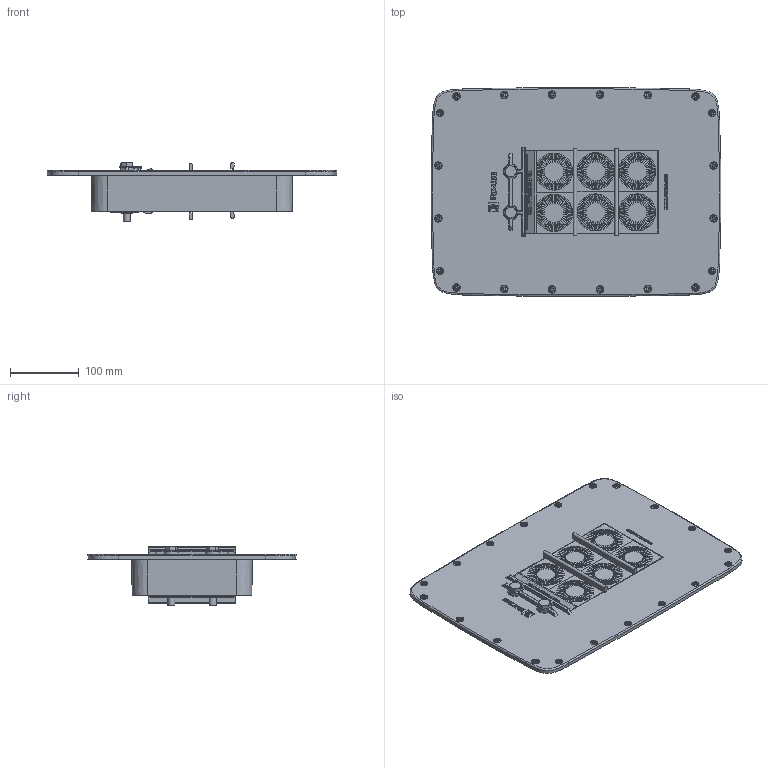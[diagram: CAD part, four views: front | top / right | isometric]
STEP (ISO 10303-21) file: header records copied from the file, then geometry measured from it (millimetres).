
FILE_DESCRIPTION((''),'2;1');
FILE_NAME('ComShelt L_6.stp','2009-05-12T10:39:00',('se-andrek'),(''),'Autodesk Inventor 2009','Autodesk Inventor 2009','');
FILE_SCHEMA(('AUTOMOTIVE_DESIGN { 1 0 10303 214 1 1 1 1 }'));
Length unit declared in the file: millimetre
Products named in the file (9): Assembly1; Final utökad komp; bakplatta_2.5_reinforced_ut komp; kompgummi_utökat; ISO 4014 M10 x 80; ISO 4034 M10; RM 60; Stayplate 120; PART1
Assembly tree (16 placements, depth 3):
  Assembly1
    Final utökad komp
    bakplatta_2.5_reinforced_ut komp
    kompgummi_utökat
    ISO 4014 M10 x 80  x2
    ISO 4034 M10  x2
    RM 60  x6
    Stayplate 120  x2
      PART1
Bounding box: 421.7 x 304.12 x 87 mm (x, y, z)
Volume: 2742333 mm3; surface area: 737299 mm2
Topology: 15 solids, 15 shells, 4592 faces, 10708 edges, 6212 vertices
Faces by surface type: bspline 1772, cylinder 1336, plane 1150, cone 170, torus 146, sphere 18
Full cylindrical faces by diameter (mm): 10 x2, 10.5 x2, 10.6 x2, 14.63 x2, 28 x12, 30.167 x12, 32.333 x12, 34.5 x12, 36.667 x12, 38.833 x12, 41 x12, 43.167 x12, 45.333 x12, 47.5 x12, 49.667 x12, 51.833 x12, 54 x12
Entity records: 223005 total; most frequent: CARTESIAN_POINT 133094, ORIENTED_EDGE 19430, DIRECTION 17122, EDGE_CURVE 9715, AXIS2_PLACEMENT_3D 6505, VERTEX_POINT 5803, EDGE_LOOP 4554, FACE_OUTER_BOUND 4232
